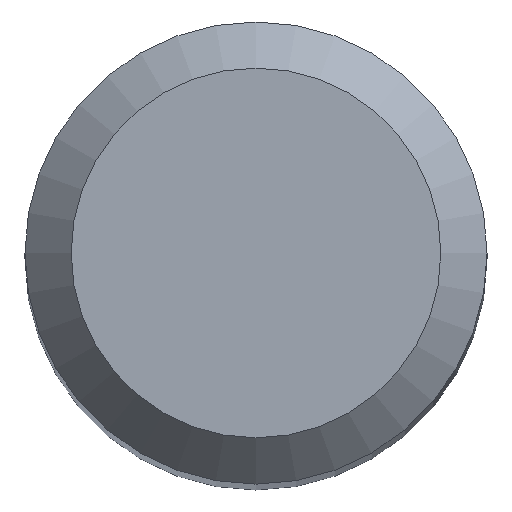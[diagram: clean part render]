
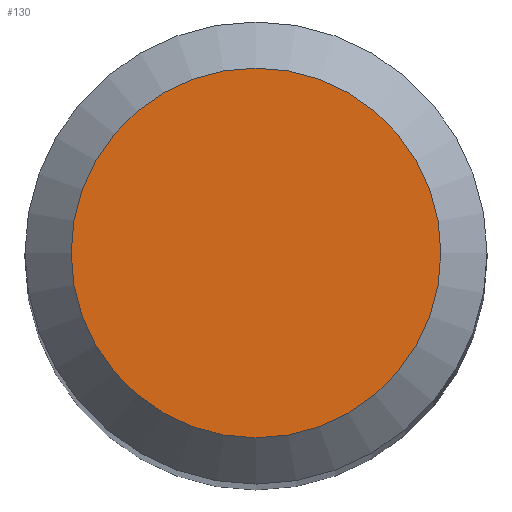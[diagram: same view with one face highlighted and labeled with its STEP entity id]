
A CAD part, top view. The second image highlights one B-rep face of the part: STEP entity #130.
In plain terms, the highlighted planar face has unit normal (0, 0, 1).
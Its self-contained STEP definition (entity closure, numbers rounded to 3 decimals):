
#9 = AXIS2_PLACEMENT_3D ( 'NONE', #159, #209, #104 ) ;
#21 = AXIS2_PLACEMENT_3D ( 'NONE', #144, #127, #180 ) ;
#28 = ORIENTED_EDGE ( 'NONE', *, *, #194, .F. ) ;
#82 = CIRCLE ( 'NONE', #21, 2.4 ) ;
#97 = EDGE_LOOP ( 'NONE', ( #28 ) ) ;
#104 = DIRECTION ( 'NONE',  ( 0., 1., 0. ) ) ;
#127 = DIRECTION ( 'NONE',  ( 0., 0., -1. ) ) ;
#130 = ADVANCED_FACE ( 'NONE', ( #193 ), #190, .F. ) ;
#142 = VERTEX_POINT ( 'NONE', #205 ) ;
#144 = CARTESIAN_POINT ( 'NONE',  ( 0., 0., 60. ) ) ;
#159 = CARTESIAN_POINT ( 'NONE',  ( 0., 0., 60. ) ) ;
#180 = DIRECTION ( 'NONE',  ( 0., 1., 0. ) ) ;
#190 = PLANE ( 'NONE',  #9 ) ;
#193 = FACE_OUTER_BOUND ( 'NONE', #97, .T. ) ;
#194 = EDGE_CURVE ( 'NONE', #142, #142, #82, .T. ) ;
#205 = CARTESIAN_POINT ( 'NONE',  ( 0., 2.4, 60. ) ) ;
#209 = DIRECTION ( 'NONE',  ( 0., 0., -1. ) ) ;
